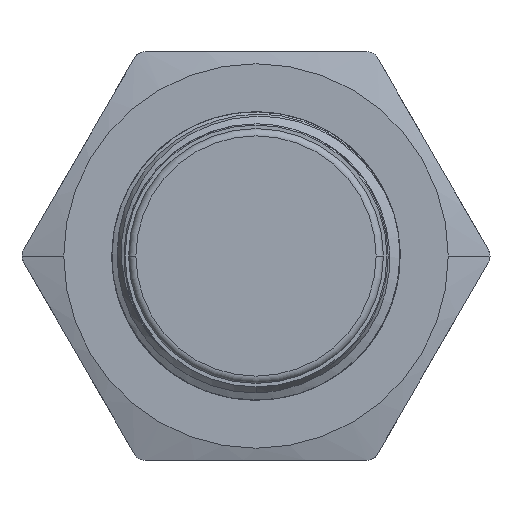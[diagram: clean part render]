
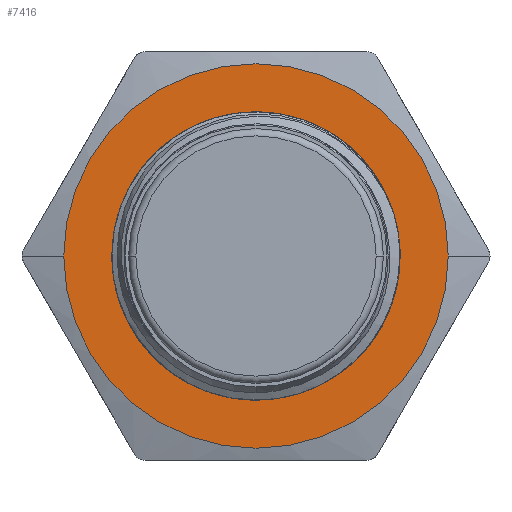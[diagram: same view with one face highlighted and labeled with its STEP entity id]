
A CAD part, front view. The second image highlights one B-rep face of the part: STEP entity #7416.
In plain terms, the highlighted planar face has unit normal (0, -1, 0).
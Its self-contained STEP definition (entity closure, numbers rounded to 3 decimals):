
#4457=FACE_BOUND('',#8879,.T.);
#4458=FACE_BOUND('',#8880,.T.);
#7416=ADVANCED_FACE('',(#4457,#4458),#7752,.T.);
#7752=PLANE('',#16233);
#8879=EDGE_LOOP('',(#11393,#11394));
#8880=EDGE_LOOP('',(#11395,#11396));
#11393=ORIENTED_EDGE('',*,*,#14950,.T.);
#11394=ORIENTED_EDGE('',*,*,#14951,.T.);
#11395=ORIENTED_EDGE('',*,*,#14952,.T.);
#11396=ORIENTED_EDGE('',*,*,#14953,.T.);
#13388=VERTEX_POINT('',#30233);
#13389=VERTEX_POINT('',#30234);
#13390=VERTEX_POINT('',#30237);
#13391=VERTEX_POINT('',#30238);
#14950=EDGE_CURVE('',#13388,#13389,#15695,.T.);
#14951=EDGE_CURVE('',#13389,#13388,#15696,.T.);
#14952=EDGE_CURVE('',#13390,#13391,#15697,.T.);
#14953=EDGE_CURVE('',#13391,#13390,#15698,.T.);
#15695=CIRCLE('',#16229,8.);
#15696=CIRCLE('',#16230,8.);
#15697=CIRCLE('',#16231,5.5);
#15698=CIRCLE('',#16232,5.5);
#16229=AXIS2_PLACEMENT_3D('',#30232,#17849,#17850);
#16230=AXIS2_PLACEMENT_3D('',#30235,#17851,#17852);
#16231=AXIS2_PLACEMENT_3D('',#30236,#17853,#17854);
#16232=AXIS2_PLACEMENT_3D('',#30239,#17855,#17856);
#16233=AXIS2_PLACEMENT_3D('',#30240,#17857,#17858);
#17849=DIRECTION('',(0.,-1.,0.));
#17850=DIRECTION('',(1.,0.,0.));
#17851=DIRECTION('',(0.,-1.,0.));
#17852=DIRECTION('',(-1.,0.,0.));
#17853=DIRECTION('',(0.,1.,0.));
#17854=DIRECTION('',(1.,0.,0.));
#17855=DIRECTION('',(0.,1.,0.));
#17856=DIRECTION('',(-1.,0.,0.));
#17857=DIRECTION('',(0.,-1.,0.));
#17858=DIRECTION('',(1.,0.,0.));
#30232=CARTESIAN_POINT('',(0.,18.,0.));
#30233=CARTESIAN_POINT('',(8.,18.,0.));
#30234=CARTESIAN_POINT('',(-8.,18.,0.));
#30235=CARTESIAN_POINT('',(0.,18.,0.));
#30236=CARTESIAN_POINT('',(0.,18.,0.));
#30237=CARTESIAN_POINT('',(5.5,18.,0.));
#30238=CARTESIAN_POINT('',(-5.5,18.,0.));
#30239=CARTESIAN_POINT('',(0.,18.,0.));
#30240=CARTESIAN_POINT('',(0.,18.,0.));
